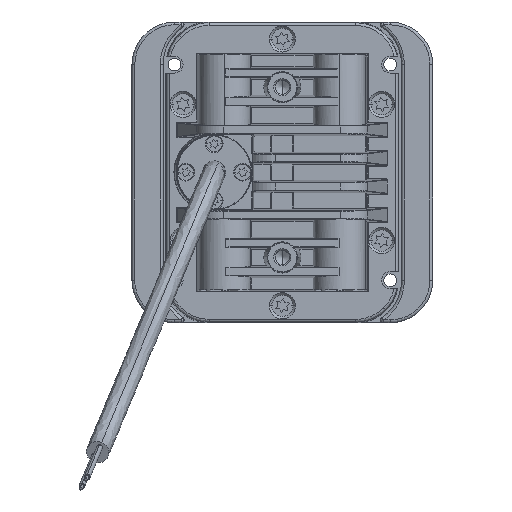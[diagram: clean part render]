
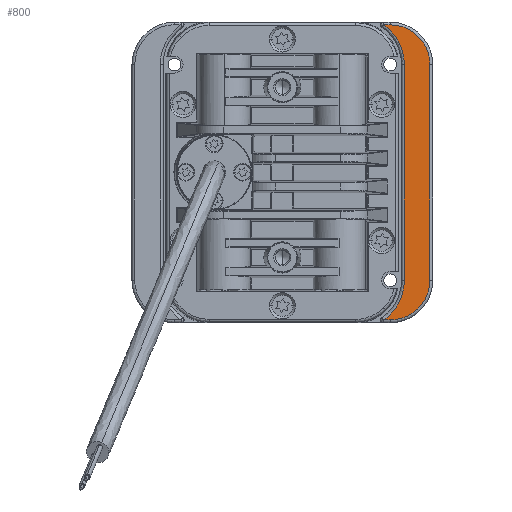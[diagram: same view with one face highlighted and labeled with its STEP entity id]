
A CAD part, top view. The second image highlights one B-rep face of the part: STEP entity #800.
In plain terms, the highlighted planar face has unit normal (0, 0, 1).
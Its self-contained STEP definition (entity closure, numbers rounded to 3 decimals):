
#195 = CARTESIAN_POINT ( 'NONE',  ( 52., -46.201, -11.5 ) ) ;
#229 = EDGE_CURVE ( 'NONE', #1689, #25383, #2794, .T. ) ;
#800 = ADVANCED_FACE ( 'NONE', ( #5300 ), #10338, .T. ) ;
#1629 = CARTESIAN_POINT ( 'NONE',  ( 40.724, -46.526, -11.5 ) ) ;
#1689 = VERTEX_POINT ( 'NONE', #42562 ) ;
#2192 = CARTESIAN_POINT ( 'NONE',  ( 41.374, 45.289, -11.5 ) ) ;
#2381 = CARTESIAN_POINT ( 'NONE',  ( 52., -38., -11.5 ) ) ;
#2794 = B_SPLINE_CURVE_WITH_KNOTS ( 'NONE', 3,
 ( #35920, #17136, #24555, #5355, #32177, #9259, #36101, #13117, #39952, #47765, #24709, #1629, #45069, #17638, #6373, #21981, #29522, #22167, #36942, #37291, #25515, #40819 ),
 .UNSPECIFIED., .F., .F.,
 ( 4, 1, 1, 1, 1, 2, 2, 2, 1, 1, 1, 1, 2, 2, 4 ),
 ( 0., 0.125, 0.187, 0.219, 0.234, 0.242, 0.25, 0.5, 0.625, 0.687, 0.719, 0.734, 0.742, 0.75, 1. ),
 .UNSPECIFIED. ) ;
#2924 = VECTOR ( 'NONE', #31561, 1000. ) ;
#3057 = EDGE_CURVE ( 'NONE', #29164, #25383, #6619, .T. ) ;
#4449 = DIRECTION ( 'NONE',  ( 0., -1., 0. ) ) ;
#4756 = EDGE_CURVE ( 'NONE', #43181, #21479, #34138, .T. ) ;
#4986 = ORIENTED_EDGE ( 'NONE', *, *, #38134, .T. ) ;
#5300 = FACE_OUTER_BOUND ( 'NONE', #21276, .T. ) ;
#5316 = VERTEX_POINT ( 'NONE', #20044 ) ;
#5355 = CARTESIAN_POINT ( 'NONE',  ( 42.765, -40.855, -11.5 ) ) ;
#5418 = ORIENTED_EDGE ( 'NONE', *, *, #9761, .F. ) ;
#5945 = CARTESIAN_POINT ( 'NONE',  ( 42.366, 42.604, -11.5 ) ) ;
#6373 = CARTESIAN_POINT ( 'NONE',  ( 39.076, -48.866, -11.5 ) ) ;
#6618 = B_SPLINE_CURVE_WITH_KNOTS ( 'NONE', 3,
 ( #32746, #36847, #48327, #40364, #17217, #17394, #24940, #44287, #48184, #21578, #17712, #2192, #29080, #28923, #5945, #9821, #40531, #17560, #44624, #48706, #10159, #48508 ),
 .UNSPECIFIED., .F., .F.,
 ( 4, 1, 1, 1, 1, 2, 2, 2, 1, 1, 1, 1, 2, 2, 4 ),
 ( 0., 0.125, 0.187, 0.219, 0.234, 0.242, 0.25, 0.5, 0.625, 0.687, 0.719, 0.734, 0.742, 0.75, 1. ),
 .UNSPECIFIED. ) ;
#6619 = LINE ( 'NONE', #47727, #48121 ) ;
#8235 = ORIENTED_EDGE ( 'NONE', *, *, #3057, .F. ) ;
#8780 = EDGE_CURVE ( 'NONE', #25480, #1689, #21963, .T. ) ;
#9259 = CARTESIAN_POINT ( 'NONE',  ( 42.587, -41.724, -11.5 ) ) ;
#9761 = EDGE_CURVE ( 'NONE', #5316, #43181, #34579, .T. ) ;
#9821 = CARTESIAN_POINT ( 'NONE',  ( 42.445, 42.309, -11.5 ) ) ;
#10159 = CARTESIAN_POINT ( 'NONE',  ( 43., 39.357, -11.5 ) ) ;
#10193 = DIRECTION ( 'NONE',  ( 0., -1., 0. ) ) ;
#10338 = PLANE ( 'NONE',  #20854 ) ;
#12068 = ORIENTED_EDGE ( 'NONE', *, *, #4756, .F. ) ;
#12935 = VERTEX_POINT ( 'NONE', #44885 ) ;
#13117 = CARTESIAN_POINT ( 'NONE',  ( 42.539, -41.931, -11.5 ) ) ;
#14057 = CARTESIAN_POINT ( 'NONE',  ( 35.644, -52., -11.5 ) ) ;
#14889 = CARTESIAN_POINT ( 'NONE',  ( 43., 38., -11.5 ) ) ;
#17136 = CARTESIAN_POINT ( 'NONE',  ( 43., -38.678, -11.5 ) ) ;
#17217 = CARTESIAN_POINT ( 'NONE',  ( 38.275, 49.764, -11.5 ) ) ;
#17394 = CARTESIAN_POINT ( 'NONE',  ( 38.477, 49.548, -11.5 ) ) ;
#17560 = CARTESIAN_POINT ( 'NONE',  ( 42.499, 42.098, -11.5 ) ) ;
#17638 = CARTESIAN_POINT ( 'NONE',  ( 39.461, -48.394, -11.5 ) ) ;
#17712 = CARTESIAN_POINT ( 'NONE',  ( 40.399, 47.145, -11.5 ) ) ;
#19937 = CARTESIAN_POINT ( 'NONE',  ( 38., 52., -11.5 ) ) ;
#20044 = CARTESIAN_POINT ( 'NONE',  ( 38., 52., -11.5 ) ) ;
#20480 = ORIENTED_EDGE ( 'NONE', *, *, #42320, .F. ) ;
#20781 = ORIENTED_EDGE ( 'NONE', *, *, #24757, .F. ) ;
#20854 = AXIS2_PLACEMENT_3D ( 'NONE', #22275, #21765, #44817 ) ;
#20906 =( BOUNDED_CURVE ( )  B_SPLINE_CURVE ( 3, ( #38745, #195, #27113, #23609 ),
 .UNSPECIFIED., .F., .F. ) 
 B_SPLINE_CURVE_WITH_KNOTS ( ( 4, 4 ),
 ( 0., 1. ),
 .UNSPECIFIED. ) 
 CURVE ( )  GEOMETRIC_REPRESENTATION_ITEM ( )  RATIONAL_B_SPLINE_CURVE ( ( 1., 0.805, 0.805, 1. ) ) 
 REPRESENTATION_ITEM ( '' )  );
#21276 = EDGE_LOOP ( 'NONE', ( #12068, #5418, #20781, #4986, #30639, #22865, #8235, #20480 ) ) ;
#21479 = VERTEX_POINT ( 'NONE', #30380 ) ;
#21578 = CARTESIAN_POINT ( 'NONE',  ( 39.607, 48.286, -11.5 ) ) ;
#21765 = DIRECTION ( 'NONE',  ( 0., 0., 1. ) ) ;
#21963 = LINE ( 'NONE', #35187, #42382 ) ;
#21981 = CARTESIAN_POINT ( 'NONE',  ( 38.878, -49.098, -11.5 ) ) ;
#22167 = CARTESIAN_POINT ( 'NONE',  ( 38.734, -49.263, -11.5 ) ) ;
#22275 = CARTESIAN_POINT ( 'NONE',  ( 38., -38., -11.5 ) ) ;
#22865 = ORIENTED_EDGE ( 'NONE', *, *, #229, .T. ) ;
#23609 = CARTESIAN_POINT ( 'NONE',  ( 38., -52., -11.5 ) ) ;
#23915 = VECTOR ( 'NONE', #10193, 1000. ) ;
#24555 = CARTESIAN_POINT ( 'NONE',  ( 42.94, -39.689, -11.5 ) ) ;
#24709 = CARTESIAN_POINT ( 'NONE',  ( 41.699, -44.67, -11.5 ) ) ;
#24757 = EDGE_CURVE ( 'NONE', #12935, #5316, #35427, .T. ) ;
#24940 = CARTESIAN_POINT ( 'NONE',  ( 38.562, 49.454, -11.5 ) ) ;
#25383 = VERTEX_POINT ( 'NONE', #14057 ) ;
#25480 = VERTEX_POINT ( 'NONE', #14889 ) ;
#25515 = CARTESIAN_POINT ( 'NONE',  ( 36.761, -51.23, -11.5 ) ) ;
#27113 = CARTESIAN_POINT ( 'NONE',  ( 46.201, -52., -11.5 ) ) ;
#28470 = DIRECTION ( 'NONE',  ( -1., 0., 0. ) ) ;
#28923 = CARTESIAN_POINT ( 'NONE',  ( 42.196, 43.189, -11.5 ) ) ;
#29080 = CARTESIAN_POINT ( 'NONE',  ( 41.802, 44.338, -11.5 ) ) ;
#29164 = VERTEX_POINT ( 'NONE', #45577 ) ;
#29522 = CARTESIAN_POINT ( 'NONE',  ( 38.792, -49.197, -11.5 ) ) ;
#30380 = CARTESIAN_POINT ( 'NONE',  ( 52., -38., -11.5 ) ) ;
#30639 = ORIENTED_EDGE ( 'NONE', *, *, #8780, .T. ) ;
#31561 = DIRECTION ( 'NONE',  ( 1., 0., 0. ) ) ;
#32177 = CARTESIAN_POINT ( 'NONE',  ( 42.651, -41.435, -11.5 ) ) ;
#32746 = CARTESIAN_POINT ( 'NONE',  ( 35.644, 52., -11.5 ) ) ;
#34138 = LINE ( 'NONE', #2381, #23915 ) ;
#34579 =( BOUNDED_CURVE ( )  B_SPLINE_CURVE ( 3, ( #43584, #36675, #35983, #47503 ),
 .UNSPECIFIED., .F., .F. ) 
 B_SPLINE_CURVE_WITH_KNOTS ( ( 4, 4 ),
 ( 0., 1. ),
 .UNSPECIFIED. ) 
 CURVE ( )  GEOMETRIC_REPRESENTATION_ITEM ( )  RATIONAL_B_SPLINE_CURVE ( ( 1., 0.805, 0.805, 1. ) ) 
 REPRESENTATION_ITEM ( '' )  );
#35187 = CARTESIAN_POINT ( 'NONE',  ( 43., -38., -11.5 ) ) ;
#35427 = LINE ( 'NONE', #19937, #2924 ) ;
#35920 = CARTESIAN_POINT ( 'NONE',  ( 43., -38., -11.5 ) ) ;
#35983 = CARTESIAN_POINT ( 'NONE',  ( 52., 46.201, -11.5 ) ) ;
#36101 = CARTESIAN_POINT ( 'NONE',  ( 42.559, -41.848, -11.5 ) ) ;
#36675 = CARTESIAN_POINT ( 'NONE',  ( 46.201, 52., -11.5 ) ) ;
#36847 = CARTESIAN_POINT ( 'NONE',  ( 36.202, 51.615, -11.5 ) ) ;
#36942 = CARTESIAN_POINT ( 'NONE',  ( 38.704, -49.296, -11.5 ) ) ;
#37291 = CARTESIAN_POINT ( 'NONE',  ( 37.772, -50.339, -11.5 ) ) ;
#38134 = EDGE_CURVE ( 'NONE', #12935, #25480, #6618, .T. ) ;
#38745 = CARTESIAN_POINT ( 'NONE',  ( 52., -38., -11.5 ) ) ;
#39952 = CARTESIAN_POINT ( 'NONE',  ( 42.53, -41.971, -11.5 ) ) ;
#40364 = CARTESIAN_POINT ( 'NONE',  ( 37.861, 50.187, -11.5 ) ) ;
#40531 = CARTESIAN_POINT ( 'NONE',  ( 42.477, 42.183, -11.5 ) ) ;
#40819 = CARTESIAN_POINT ( 'NONE',  ( 35.644, -52., -11.5 ) ) ;
#42320 = EDGE_CURVE ( 'NONE', #21479, #29164, #20906, .T. ) ;
#42382 = VECTOR ( 'NONE', #4449, 1000. ) ;
#42562 = CARTESIAN_POINT ( 'NONE',  ( 43., -38., -11.5 ) ) ;
#43181 = VERTEX_POINT ( 'NONE', #44022 ) ;
#43584 = CARTESIAN_POINT ( 'NONE',  ( 38., 52., -11.5 ) ) ;
#44022 = CARTESIAN_POINT ( 'NONE',  ( 52., 38., -11.5 ) ) ;
#44287 = CARTESIAN_POINT ( 'NONE',  ( 38.619, 49.391, -11.5 ) ) ;
#44624 = CARTESIAN_POINT ( 'NONE',  ( 42.51, 42.054, -11.5 ) ) ;
#44817 = DIRECTION ( 'NONE',  ( 1., 0., 0. ) ) ;
#44885 = CARTESIAN_POINT ( 'NONE',  ( 35.644, 52., -11.5 ) ) ;
#45069 = CARTESIAN_POINT ( 'NONE',  ( 40.183, -47.418, -11.5 ) ) ;
#45577 = CARTESIAN_POINT ( 'NONE',  ( 38., -52., -11.5 ) ) ;
#47503 = CARTESIAN_POINT ( 'NONE',  ( 52., 38., -11.5 ) ) ;
#47727 = CARTESIAN_POINT ( 'NONE',  ( 38., -52., -11.5 ) ) ;
#47765 = CARTESIAN_POINT ( 'NONE',  ( 42.19, -43.371, -11.5 ) ) ;
#48121 = VECTOR ( 'NONE', #28470, 1000. ) ;
#48184 = CARTESIAN_POINT ( 'NONE',  ( 38.647, 49.36, -11.5 ) ) ;
#48327 = CARTESIAN_POINT ( 'NONE',  ( 37., 50.993, -11.5 ) ) ;
#48508 = CARTESIAN_POINT ( 'NONE',  ( 43., 38., -11.5 ) ) ;
#48706 = CARTESIAN_POINT ( 'NONE',  ( 42.84, 40.695, -11.5 ) ) ;
